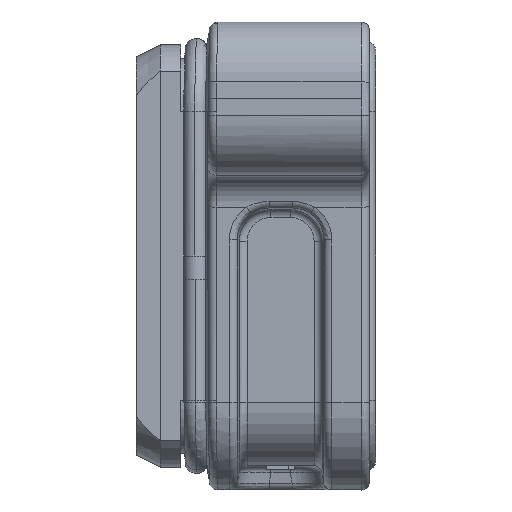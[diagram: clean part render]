
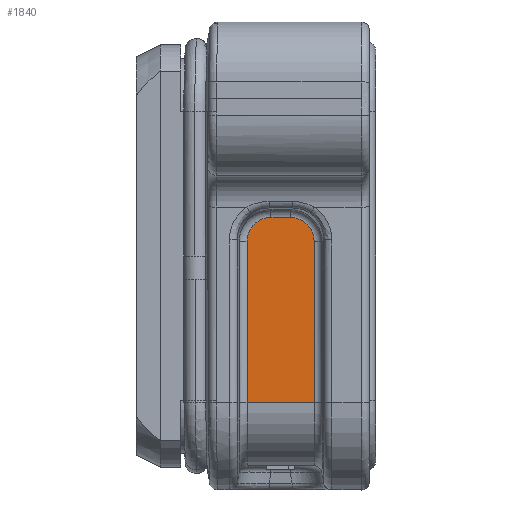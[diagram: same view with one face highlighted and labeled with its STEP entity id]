
A CAD part, left-side view. The second image highlights one B-rep face of the part: STEP entity #1840.
In plain terms, the highlighted planar face has unit normal (-1, 0, -0.018).
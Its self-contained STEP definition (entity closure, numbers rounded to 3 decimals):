
#811=FACE_OUTER_BOUND('',#4490,.T.);
#1840=ADVANCED_FACE('NONE',(#811),#2421,.F.);
#2421=PLANE('',#13219);
#2908=LINE('',#21669,#3654);
#2911=LINE('',#21691,#3657);
#2922=LINE('',#21810,#3668);
#2923=LINE('',#21812,#3669);
#3654=VECTOR('',#14803,1.);
#3657=VECTOR('',#14818,1.);
#3668=VECTOR('',#14861,1.);
#3669=VECTOR('',#14862,1.);
#4490=EDGE_LOOP('',(#6387,#6388,#6389,#6390,#6391,#6392));
#6387=ORIENTED_EDGE('',*,*,#10844,.T.);
#6388=ORIENTED_EDGE('',*,*,#10842,.T.);
#6389=ORIENTED_EDGE('',*,*,#10840,.T.);
#6390=ORIENTED_EDGE('',*,*,#10849,.T.);
#6391=ORIENTED_EDGE('',*,*,#10878,.F.);
#6392=ORIENTED_EDGE('',*,*,#10879,.F.);
#9403=VERTEX_POINT('',#21651);
#9404=VERTEX_POINT('',#21656);
#9405=VERTEX_POINT('',#21668);
#9406=VERTEX_POINT('',#21675);
#9408=VERTEX_POINT('',#21690);
#9423=VERTEX_POINT('',#21811);
#10840=EDGE_CURVE('NONE',#9403,#9404,#12358,.T.);
#10842=EDGE_CURVE('NONE',#9405,#9403,#2908,.T.);
#10844=EDGE_CURVE('NONE',#9406,#9405,#12361,.T.);
#10849=EDGE_CURVE('NONE',#9404,#9408,#2911,.T.);
#10878=EDGE_CURVE('NONE',#9423,#9408,#2922,.T.);
#10879=EDGE_CURVE('NONE',#9406,#9423,#2923,.T.);
#12358=B_SPLINE_CURVE_WITH_KNOTS('',3,(#21657,#21658,#21659,#21660,#21661,
#21662),.UNSPECIFIED.,.F.,.F.,(4,2,4),(0.,0.5,1.),.UNSPECIFIED.);
#12361=B_SPLINE_CURVE_WITH_KNOTS('',3,(#21676,#21677,#21678,#21679,#21680,
#21681),.UNSPECIFIED.,.F.,.F.,(4,2,4),(0.,0.5,1.),.UNSPECIFIED.);
#13219=AXIS2_PLACEMENT_3D('',#21813,#14863,#14864);
#14803=DIRECTION('',(0.,1.,0.));
#14818=DIRECTION('',(0.017,0.,-1.));
#14861=DIRECTION('',(0.,1.,0.));
#14862=DIRECTION('',(0.017,0.,-1.));
#14863=DIRECTION('',(1.,0.,0.017));
#14864=DIRECTION('',(0.017,0.,-1.));
#21651=CARTESIAN_POINT('',(-75.183,12.194,4.775));
#21656=CARTESIAN_POINT('',(-75.131,15.153,1.817));
#21657=CARTESIAN_POINT('',(-75.183,12.194,4.775));
#21658=CARTESIAN_POINT('',(-75.183,12.986,4.774));
#21659=CARTESIAN_POINT('',(-75.178,13.735,4.469));
#21660=CARTESIAN_POINT('',(-75.158,14.847,3.358));
#21661=CARTESIAN_POINT('',(-75.145,15.151,2.608));
#21662=CARTESIAN_POINT('',(-75.131,15.153,1.817));
#21668=CARTESIAN_POINT('',(-75.183,9.806,4.775));
#21669=CARTESIAN_POINT('',(-75.183,9.111,4.775));
#21675=CARTESIAN_POINT('',(-75.131,6.847,1.817));
#21676=CARTESIAN_POINT('',(-75.131,6.847,1.817));
#21677=CARTESIAN_POINT('',(-75.145,6.849,2.609));
#21678=CARTESIAN_POINT('',(-75.158,7.153,3.358));
#21679=CARTESIAN_POINT('',(-75.178,8.265,4.469));
#21680=CARTESIAN_POINT('',(-75.183,9.015,4.774));
#21681=CARTESIAN_POINT('',(-75.183,9.806,4.775));
#21690=CARTESIAN_POINT('',(-74.783,15.153,-18.14));
#21691=CARTESIAN_POINT('',(-75.144,15.153,2.524));
#21810=CARTESIAN_POINT('',(-74.783,6.,-18.14));
#21811=CARTESIAN_POINT('',(-74.783,6.847,-18.14));
#21812=CARTESIAN_POINT('',(-74.783,6.847,-18.14));
#21813=CARTESIAN_POINT('',(-74.783,6.,-18.14));
